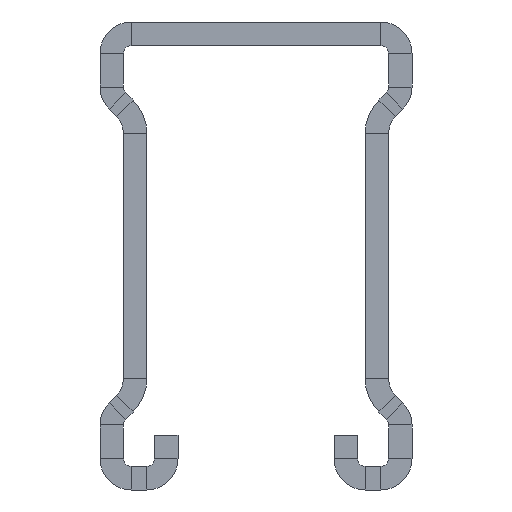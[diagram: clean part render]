
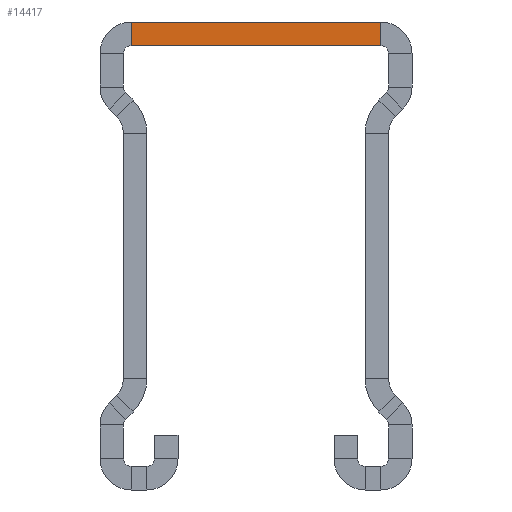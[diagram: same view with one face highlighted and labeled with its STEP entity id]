
A CAD part, front view. The second image highlights one B-rep face of the part: STEP entity #14417.
In plain terms, the highlighted planar face has unit normal (0, -1, 0).
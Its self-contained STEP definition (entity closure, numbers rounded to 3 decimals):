
#1269=DIRECTION('',(0.,0.,-1.));
#1270=VECTOR('',#1269,3.);
#1271=CARTESIAN_POINT('',(16.,-1500.,30.));
#1272=LINE('',#1271,#1270);
#1273=DIRECTION('',(1.,0.,0.));
#1274=VECTOR('',#1273,32.);
#1275=CARTESIAN_POINT('',(-16.,-1500.,27.));
#1276=LINE('',#1275,#1274);
#1277=DIRECTION('',(1.,0.,0.));
#1278=VECTOR('',#1277,32.);
#1279=CARTESIAN_POINT('',(-16.,-1500.,30.));
#1280=LINE('',#1279,#1278);
#5857=DIRECTION('',(0.,0.,-1.));
#5858=VECTOR('',#5857,3.);
#5859=CARTESIAN_POINT('',(-16.,-1500.,30.));
#5860=LINE('',#5859,#5858);
#10394=CARTESIAN_POINT('',(16.,-1500.,30.));
#10396=VERTEX_POINT('',#10394);
#10406=CARTESIAN_POINT('',(-16.,-1500.,30.));
#10408=VERTEX_POINT('',#10406);
#10442=CARTESIAN_POINT('',(16.,-1500.,27.));
#10444=VERTEX_POINT('',#10442);
#10454=CARTESIAN_POINT('',(-16.,-1500.,27.));
#10456=VERTEX_POINT('',#10454);
#14403=CARTESIAN_POINT('',(0.,-1500.,28.5));
#14404=DIRECTION('',(0.,-1.,0.));
#14405=DIRECTION('',(1.,0.,0.));
#14406=AXIS2_PLACEMENT_3D('',#14403,#14404,#14405);
#14407=PLANE('',#14406);
#14409=ORIENTED_EDGE('',*,*,#14408,.T.);
#14411=ORIENTED_EDGE('',*,*,#14410,.F.);
#14413=ORIENTED_EDGE('',*,*,#14412,.F.);
#14414=ORIENTED_EDGE('',*,*,#13794,.T.);
#14415=EDGE_LOOP('',(#14409,#14411,#14413,#14414));
#14416=FACE_OUTER_BOUND('',#14415,.F.);
#14417=ADVANCED_FACE('',(#14416),#14407,.T.);
#13794=EDGE_CURVE('',#10408,#10396,#1280,.T.);
#14408=EDGE_CURVE('',#10396,#10444,#1272,.T.);
#14410=EDGE_CURVE('',#10456,#10444,#1276,.T.);
#14412=EDGE_CURVE('',#10408,#10456,#5860,.T.);
